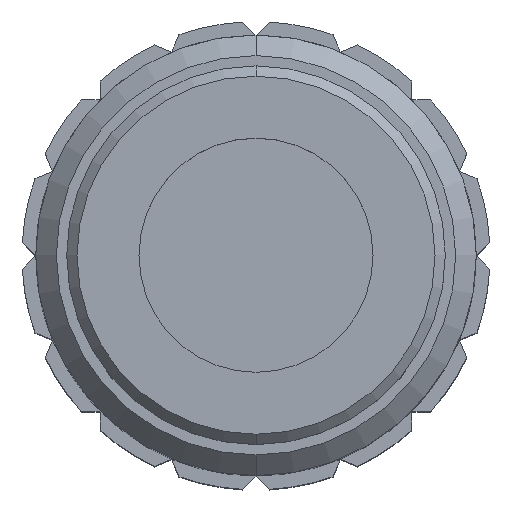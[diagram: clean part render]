
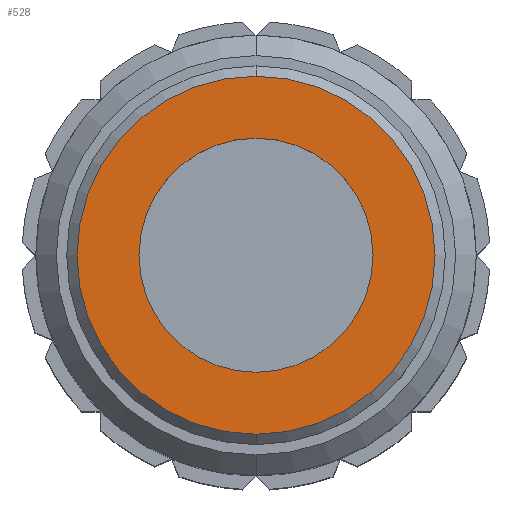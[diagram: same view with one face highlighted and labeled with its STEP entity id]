
A CAD part, top view. The second image highlights one B-rep face of the part: STEP entity #528.
In plain terms, the highlighted planar face has unit normal (0, 0, 1).
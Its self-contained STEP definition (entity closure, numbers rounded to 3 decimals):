
#34 = AXIS2_PLACEMENT_3D ( 'NONE', #338, #3767, #3031 ) ;
#207 = CARTESIAN_POINT ( 'NONE',  ( 0., 13., 65.5 ) ) ;
#316 = EDGE_CURVE ( 'NONE', #2017, #2193, #1980, .T. ) ;
#321 = DIRECTION ( 'NONE',  ( 0., -1., 0. ) ) ;
#338 = CARTESIAN_POINT ( 'NONE',  ( 0., 0., 65.5 ) ) ;
#528 = ADVANCED_FACE ( 'NONE', ( #2517, #1619 ), #1695, .F. ) ;
#727 = CIRCLE ( 'NONE', #1500, 13. ) ;
#1059 = CARTESIAN_POINT ( 'NONE',  ( 0., 0., 65.5 ) ) ;
#1500 = AXIS2_PLACEMENT_3D ( 'NONE', #3542, #2415, #4662 ) ;
#1619 = FACE_BOUND ( 'NONE', #3026, .T. ) ;
#1695 = PLANE ( 'NONE',  #3233 ) ;
#1783 = DIRECTION ( 'NONE',  ( 0., 0., 1. ) ) ;
#1847 = AXIS2_PLACEMENT_3D ( 'NONE', #4049, #1783, #4425 ) ;
#1870 = CARTESIAN_POINT ( 'NONE',  ( 0., 8.5, 65.5 ) ) ;
#1980 = CIRCLE ( 'NONE', #34, 13. ) ;
#1984 = ORIENTED_EDGE ( 'NONE', *, *, #4079, .F. ) ;
#2017 = VERTEX_POINT ( 'NONE', #207 ) ;
#2080 = DIRECTION ( 'NONE',  ( 0., 0., -1. ) ) ;
#2193 = VERTEX_POINT ( 'NONE', #3403 ) ;
#2238 = ORIENTED_EDGE ( 'NONE', *, *, #3748, .F. ) ;
#2271 = DIRECTION ( 'NONE',  ( 0., 0., 1. ) ) ;
#2415 = DIRECTION ( 'NONE',  ( 0., 0., 1. ) ) ;
#2517 = FACE_OUTER_BOUND ( 'NONE', #2834, .T. ) ;
#2667 = CIRCLE ( 'NONE', #3372, 8.5 ) ;
#2722 = VERTEX_POINT ( 'NONE', #1870 ) ;
#2792 = CIRCLE ( 'NONE', #1847, 8.5 ) ;
#2834 = EDGE_LOOP ( 'NONE', ( #4570, #2970 ) ) ;
#2970 = ORIENTED_EDGE ( 'NONE', *, *, #4280, .T. ) ;
#3026 = EDGE_LOOP ( 'NONE', ( #1984, #2238 ) ) ;
#3031 = DIRECTION ( 'NONE',  ( 0., 1., 0. ) ) ;
#3171 = DIRECTION ( 'NONE',  ( 0., 1., 0. ) ) ;
#3210 = CARTESIAN_POINT ( 'NONE',  ( 0., 13.75, 65.5 ) ) ;
#3233 = AXIS2_PLACEMENT_3D ( 'NONE', #3210, #2080, #3171 ) ;
#3372 = AXIS2_PLACEMENT_3D ( 'NONE', #1059, #2271, #321 ) ;
#3403 = CARTESIAN_POINT ( 'NONE',  ( 0., -13., 65.5 ) ) ;
#3542 = CARTESIAN_POINT ( 'NONE',  ( 0., 0., 65.5 ) ) ;
#3748 = EDGE_CURVE ( 'NONE', #2722, #4490, #2792, .T. ) ;
#3767 = DIRECTION ( 'NONE',  ( 0., 0., 1. ) ) ;
#4049 = CARTESIAN_POINT ( 'NONE',  ( 0., 0., 65.5 ) ) ;
#4079 = EDGE_CURVE ( 'NONE', #4490, #2722, #2667, .T. ) ;
#4280 = EDGE_CURVE ( 'NONE', #2193, #2017, #727, .T. ) ;
#4299 = CARTESIAN_POINT ( 'NONE',  ( 0., -8.5, 65.5 ) ) ;
#4425 = DIRECTION ( 'NONE',  ( 0., -1., 0. ) ) ;
#4490 = VERTEX_POINT ( 'NONE', #4299 ) ;
#4570 = ORIENTED_EDGE ( 'NONE', *, *, #316, .T. ) ;
#4662 = DIRECTION ( 'NONE',  ( 0., 1., 0. ) ) ;
